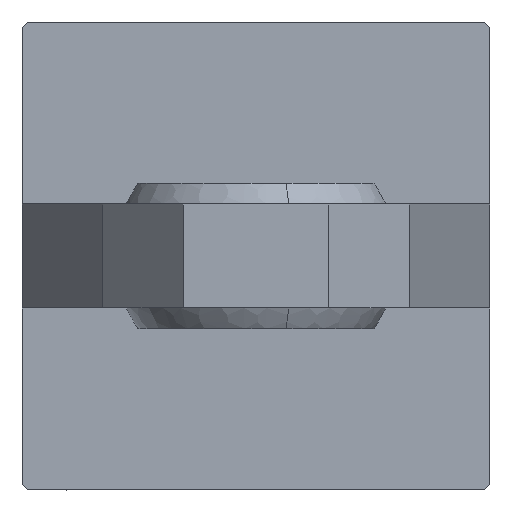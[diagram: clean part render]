
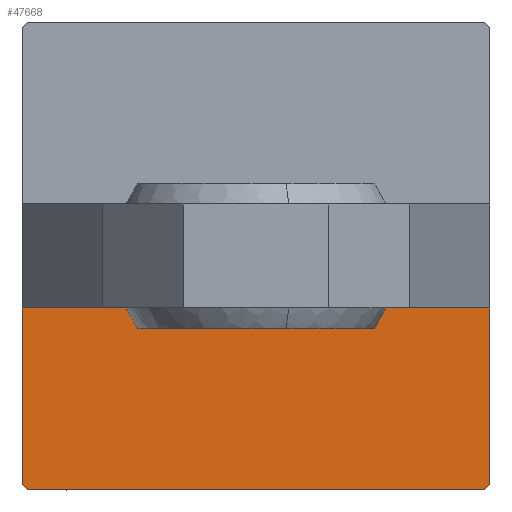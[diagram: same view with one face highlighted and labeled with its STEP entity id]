
A CAD part, left-side view. The second image highlights one B-rep face of the part: STEP entity #47668.
In plain terms, the highlighted planar face has unit normal (-1, 0, 0).
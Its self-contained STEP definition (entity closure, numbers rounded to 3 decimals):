
#4 = FACE_OUTER_BOUND ( 'NONE', #49054, .T. ) ;
#262 = DIRECTION ( 'NONE',  ( -1., 0., 0. ) ) ;
#516 = PLANE ( 'NONE',  #48179 ) ;
#1160 = ORIENTED_EDGE ( 'NONE', *, *, #13038, .T. ) ;
#2554 = LINE ( 'NONE', #31853, #17341 ) ;
#6159 = DIRECTION ( 'NONE',  ( 0., 0., -1. ) ) ;
#6784 = VERTEX_POINT ( 'NONE', #25863 ) ;
#8129 = CARTESIAN_POINT ( 'NONE',  ( 0., 22.5, 22.5 ) ) ;
#10562 = EDGE_CURVE ( 'NONE', #6784, #35446, #2554, .T. ) ;
#11684 = DIRECTION ( 'NONE',  ( 0., 0., 1. ) ) ;
#11823 = CARTESIAN_POINT ( 'NONE',  ( 0., -5., 22.5 ) ) ;
#11950 = LINE ( 'NONE', #8129, #44712 ) ;
#12036 = DIRECTION ( 'NONE',  ( 0., 0.707, 0.707 ) ) ;
#13038 = EDGE_CURVE ( 'NONE', #20005, #45851, #17826, .T. ) ;
#15345 = LINE ( 'NONE', #38736, #46592 ) ;
#15482 = EDGE_CURVE ( 'NONE', #27463, #35446, #29076, .T. ) ;
#15612 = EDGE_CURVE ( 'NONE', #27463, #42361, #15345, .T. ) ;
#16499 = DIRECTION ( 'NONE',  ( 0., -1., 0. ) ) ;
#17041 = EDGE_CURVE ( 'NONE', #45851, #6784, #34173, .T. ) ;
#17332 = CARTESIAN_POINT ( 'NONE',  ( 0., -5., 22.5 ) ) ;
#17341 = VECTOR ( 'NONE', #17546, 1000. ) ;
#17546 = DIRECTION ( 'NONE',  ( 0., -0.707, 0.707 ) ) ;
#17826 = LINE ( 'NONE', #17332, #46596 ) ;
#19314 = CARTESIAN_POINT ( 'NONE',  ( 0., -22., 22.5 ) ) ;
#20005 = VERTEX_POINT ( 'NONE', #11823 ) ;
#22657 = ORIENTED_EDGE ( 'NONE', *, *, #15482, .F. ) ;
#22821 = CARTESIAN_POINT ( 'NONE',  ( 0., -5., -22.5 ) ) ;
#24229 = ORIENTED_EDGE ( 'NONE', *, *, #36865, .F. ) ;
#24765 = VECTOR ( 'NONE', #25776, 1000. ) ;
#25776 = DIRECTION ( 'NONE',  ( 0., 0., -1. ) ) ;
#25863 = CARTESIAN_POINT ( 'NONE',  ( 0., -22., -22.5 ) ) ;
#27419 = CARTESIAN_POINT ( 'NONE',  ( 0., 0., 0. ) ) ;
#27463 = VERTEX_POINT ( 'NONE', #42116 ) ;
#29076 = LINE ( 'NONE', #33913, #24765 ) ;
#31853 = CARTESIAN_POINT ( 'NONE',  ( 0., -22.25, -22.25 ) ) ;
#33665 = VECTOR ( 'NONE', #46097, 1000. ) ;
#33913 = CARTESIAN_POINT ( 'NONE',  ( 0., -22.5, 22.5 ) ) ;
#34173 = LINE ( 'NONE', #49631, #33665 ) ;
#35195 = CARTESIAN_POINT ( 'NONE',  ( 0., -22.5, -22. ) ) ;
#35446 = VERTEX_POINT ( 'NONE', #35195 ) ;
#36865 = EDGE_CURVE ( 'NONE', #20005, #42361, #11950, .T. ) ;
#38736 = CARTESIAN_POINT ( 'NONE',  ( 0., -22.25, 22.25 ) ) ;
#42116 = CARTESIAN_POINT ( 'NONE',  ( 0., -22.5, 22. ) ) ;
#42361 = VERTEX_POINT ( 'NONE', #19314 ) ;
#44209 = ORIENTED_EDGE ( 'NONE', *, *, #15612, .T. ) ;
#44712 = VECTOR ( 'NONE', #16499, 1000. ) ;
#45141 = ORIENTED_EDGE ( 'NONE', *, *, #10562, .T. ) ;
#45851 = VERTEX_POINT ( 'NONE', #22821 ) ;
#46097 = DIRECTION ( 'NONE',  ( 0., -1., 0. ) ) ;
#46592 = VECTOR ( 'NONE', #12036, 1000. ) ;
#46596 = VECTOR ( 'NONE', #6159, 1000. ) ;
#47668 = ADVANCED_FACE ( 'NONE', ( #4 ), #516, .T. ) ;
#48179 = AXIS2_PLACEMENT_3D ( 'NONE', #27419, #262, #11684 ) ;
#49054 = EDGE_LOOP ( 'NONE', ( #24229, #1160, #50058, #45141, #22657, #44209 ) ) ;
#49631 = CARTESIAN_POINT ( 'NONE',  ( 0., 22.5, -22.5 ) ) ;
#50058 = ORIENTED_EDGE ( 'NONE', *, *, #17041, .T. ) ;
